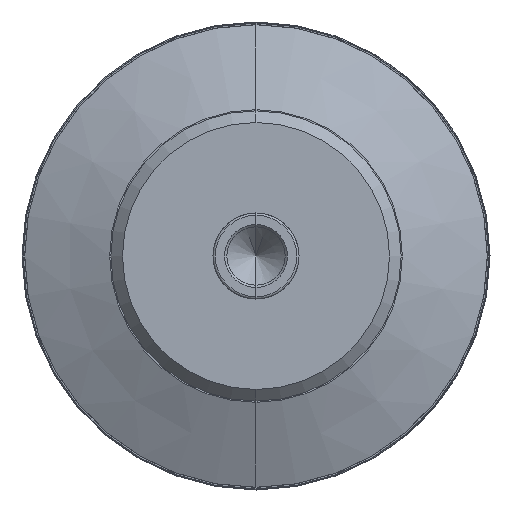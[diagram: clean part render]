
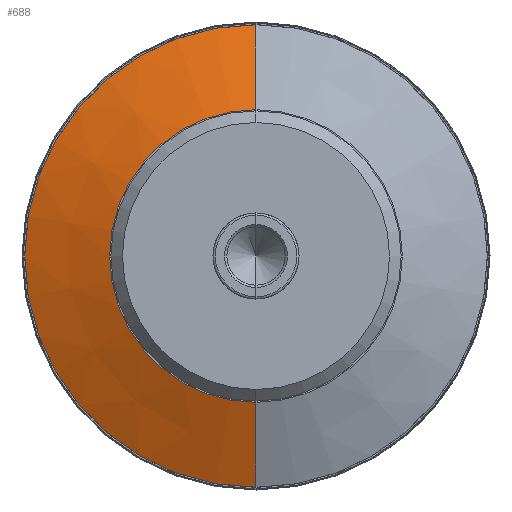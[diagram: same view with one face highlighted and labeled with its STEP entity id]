
A CAD part, front view. The second image highlights one B-rep face of the part: STEP entity #688.
In plain terms, the highlighted conical face has half-angle 66.991 degrees and reference radius 12.55 mm.
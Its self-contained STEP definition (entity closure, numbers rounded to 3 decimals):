
#85=CONICAL_SURFACE('',#2723,12.55,66.991);
#280=LINE('',#4777,#419);
#281=LINE('',#4778,#420);
#419=VECTOR('',#3209,1.);
#420=VECTOR('',#3210,1.);
#561=CIRCLE('',#2720,19.84);
#562=CIRCLE('',#2722,12.55);
#688=ADVANCED_FACE('',(#848),#85,.T.);
#848=FACE_OUTER_BOUND('',#995,.T.);
#995=EDGE_LOOP('',(#1351,#1352,#1353,#1354));
#1351=ORIENTED_EDGE('',*,*,#2322,.T.);
#1352=ORIENTED_EDGE('',*,*,#2323,.F.);
#1353=ORIENTED_EDGE('',*,*,#2320,.T.);
#1354=ORIENTED_EDGE('',*,*,#2324,.T.);
#2037=VERTEX_POINT('',#4769);
#2038=VERTEX_POINT('',#4771);
#2039=VERTEX_POINT('',#4775);
#2040=VERTEX_POINT('',#4776);
#2320=EDGE_CURVE('',#2038,#2037,#561,.T.);
#2322=EDGE_CURVE('',#2039,#2040,#562,.T.);
#2323=EDGE_CURVE('',#2038,#2040,#280,.T.);
#2324=EDGE_CURVE('',#2037,#2039,#281,.T.);
#2720=AXIS2_PLACEMENT_3D('',#4770,#3202,#3203);
#2722=AXIS2_PLACEMENT_3D('',#4774,#3207,#3208);
#2723=AXIS2_PLACEMENT_3D('',#4779,#3211,#3212);
#3202=DIRECTION('',(0.,-1.,0.));
#3203=DIRECTION('',(0.,0.,-1.));
#3207=DIRECTION('',(0.,1.,0.));
#3208=DIRECTION('',(0.,0.,-1.));
#3209=DIRECTION('',(0.,-0.391,-0.92));
#3210=DIRECTION('',(0.,-0.391,0.92));
#3211=DIRECTION('',(0.,1.,0.));
#3212=DIRECTION('',(0.,0.,1.));
#4769=CARTESIAN_POINT('',(0.,-50.974,-19.84));
#4770=CARTESIAN_POINT('',(0.,-50.974,0.));
#4771=CARTESIAN_POINT('',(0.,-50.974,19.84));
#4774=CARTESIAN_POINT('',(0.,-54.07,0.));
#4775=CARTESIAN_POINT('',(0.,-54.07,-12.55));
#4776=CARTESIAN_POINT('',(0.,-54.07,12.55));
#4777=CARTESIAN_POINT('',(0.,-54.07,12.55));
#4778=CARTESIAN_POINT('',(0.,-54.07,-12.55));
#4779=CARTESIAN_POINT('',(0.,-54.07,0.));
